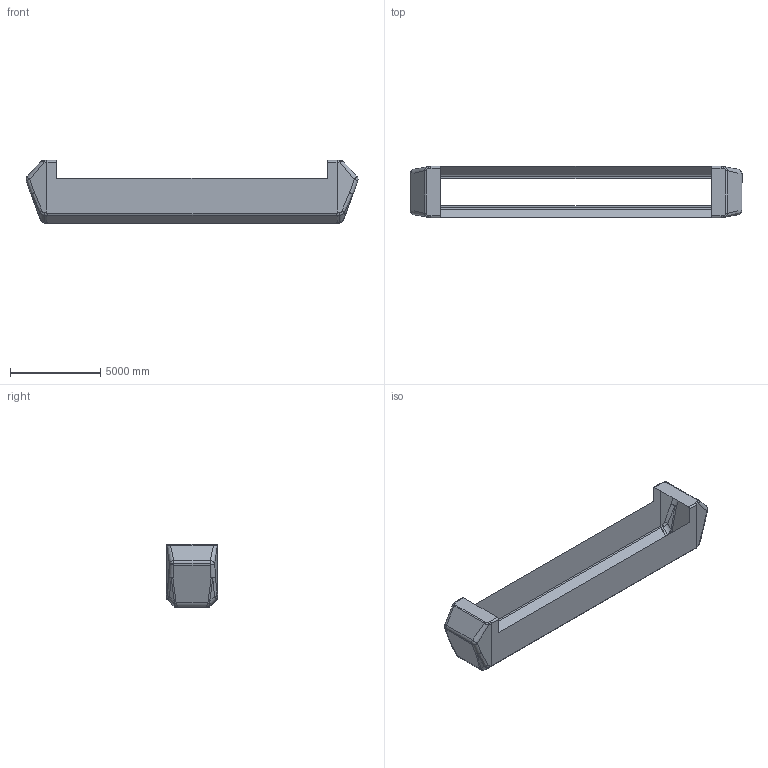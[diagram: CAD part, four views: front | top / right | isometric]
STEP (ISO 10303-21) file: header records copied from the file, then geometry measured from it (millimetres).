
FILE_DESCRIPTION (( 'STEP AP214' ), '1' );
FILE_NAME ('Locomotive_MainBody_versionA.STEP', '2024-03-19T16:55:43', ( '' ), ( '' ), 'SwSTEP 2.0', 'SolidWorks 2022', '' );
FILE_SCHEMA (( 'AUTOMOTIVE_DESIGN' ));
Length unit declared in the file: metre
Products named in the file (1): Locomotive_MainBody_versionA
Bounding box: 18428.03 x 2850 x 3500 mm (x, y, z)
Surface area: 131393265.1 mm2 (no closed solid volume)
Topology: 0 solids, 1 shells, 145 faces, 332 edges, 184 vertices
Faces by surface type: cylinder 50, bspline 48, plane 25, sphere 22
Entity records: 7139 total; most frequent: CARTESIAN_POINT 4285, ORIENTED_EDGE 640, DIRECTION 526, EDGE_CURVE 328, AXIS2_PLACEMENT_3D 204, VERTEX_POINT 184, EDGE_LOOP 146, ADVANCED_FACE 145
